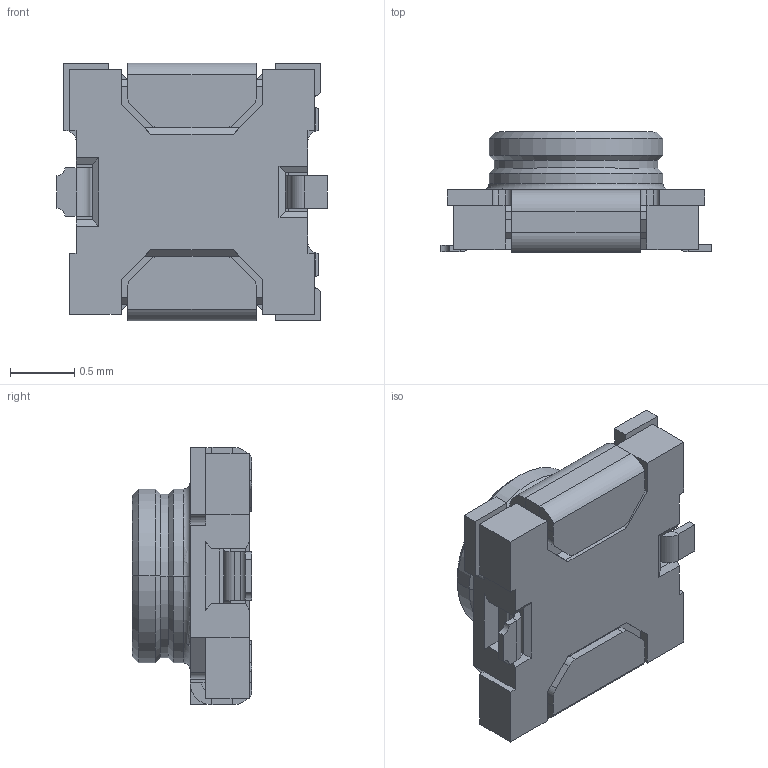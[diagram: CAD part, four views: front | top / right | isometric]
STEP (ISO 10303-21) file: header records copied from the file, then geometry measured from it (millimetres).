
FILE_DESCRIPTION((''),'2;1');
FILE_NAME('902-9235','2020-06-02T12:12:12',('Lokesh'),(''),'CREO PARAMETRIC BY PTC INC, 2019444','CREO PARAMETRIC BY PTC INC, 2019444','');
FILE_SCHEMA(('CONFIG_CONTROL_DESIGN'));
Length unit declared in the file: millimetre
Products named in the file (1): 902-9235
Bounding box: 2.1 x 0.93 x 2 mm (x, y, z)
Volume: 1.9 mm3; surface area: 23.7 mm2
Topology: 1 solids, 2 shells, 420 faces, 1208 edges, 776 vertices
Faces by surface type: plane 309, cylinder 70, torus 17, bspline 14, cone 10
Entity records: 14197 total; most frequent: CARTESIAN_POINT 3380, ORIENTED_EDGE 2416, DIRECTION 2035, EDGE_CURVE 1208, VECTOR 825, LINE 825, VERTEX_POINT 776, AXIS2_PLACEMENT_3D 605
